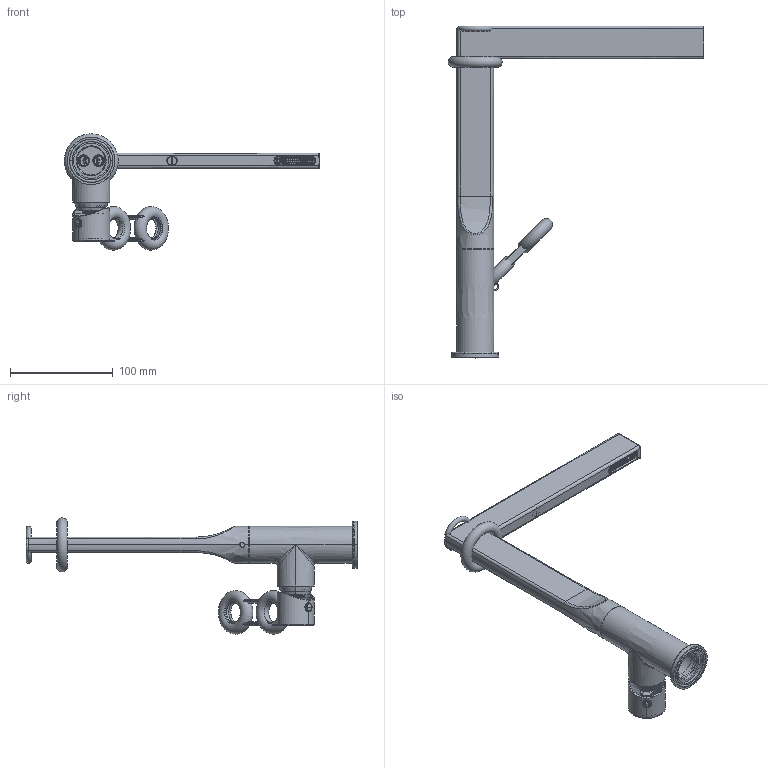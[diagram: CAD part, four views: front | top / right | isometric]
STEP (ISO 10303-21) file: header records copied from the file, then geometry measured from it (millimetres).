
FILE_DESCRIPTION((''),'2;1');
FILE_NAME('VBN568211_ASM_ASM','2020-07-02T',('fth20'),(''),'CREO PARAMETRIC BY PTC INC, 2015480','CREO PARAMETRIC BY PTC INC, 2015480','');
FILE_SCHEMA(('CONFIG_CONTROL_DESIGN'));
Products named in the file (30): 80T568211_1; 8YG16482_2; 9ZG16482_2; 8DZ16328_2; 8J42X25_2; 8YJ56473_1; 8SJ23C64_2; 80W568211-R01_1; 82W67014_1; 80G568211_ASM_1_ASM; 8SJ20X15X3_1; 8J205X27A_1; 8J16X2A_4; 89G0Z011_1; 8EM4X6_1; 80N85040_1; 80M32X08NP0-R01_2; 80M32X08NP0-R02_2; 80M32X08NP0-R03_2; 80M32X08NP0-R04_2; 80M32X08NP0-R05_2; 80M32X08NP0_ASM_2_ASM; 81T168211_2; 5HM569053_1; 8SJ10351_1; 80P25VBN2_2; 8CM5X7_1; 80N81050_2; VBN568211_ASM_1_ASM; VBN568211_ASM_ASM
Assembly tree (31 placements, depth 4):
  VBN568211_ASM_ASM
    VBN568211_ASM_1_ASM
      80T568211_1
      8YG16482_2
      9ZG16482_2
      8DZ16328_2
      8J42X25_2
      8YJ56473_1
      8SJ23C64_2
      80G568211_ASM_1_ASM
        80W568211-R01_1
        82W67014_1
      8SJ20X15X3_1
      8J205X27A_1  x2
      8J16X2A_4
      89G0Z011_1
      8EM4X6_1
      80N85040_1
      80M32X08NP0_ASM_2_ASM
        80M32X08NP0-R01_2
        80M32X08NP0-R02_2
        80M32X08NP0-R03_2
        80M32X08NP0-R04_2
        80M32X08NP0-R05_2
      81T168211_2
      5HM569053_1
      8SJ10351_1  x2
      80P25VBN2_2
      8CM5X7_1
      80N81050_2
Bounding box: 248.2 x 322.4 x 112.96 mm (x, y, z)
Surface area: 164680.2 mm2 (no closed solid volume)
Topology: 0 solids, 0 shells, 2517 faces, 18063 edges, 17998 vertices
Faces by surface type: bspline 2449, torus 62, sphere 6
Entity records: 305847 total; most frequent: CARTESIAN_POINT 152256, DIRECTION 23361, TRIMMED_CURVE 20491, VECTOR 17931, LINE 17931, DEFINITIONAL_REPRESENTATION 17835, PCURVE 17835, COMPOSITE_CURVE_SEGMENT 17835
